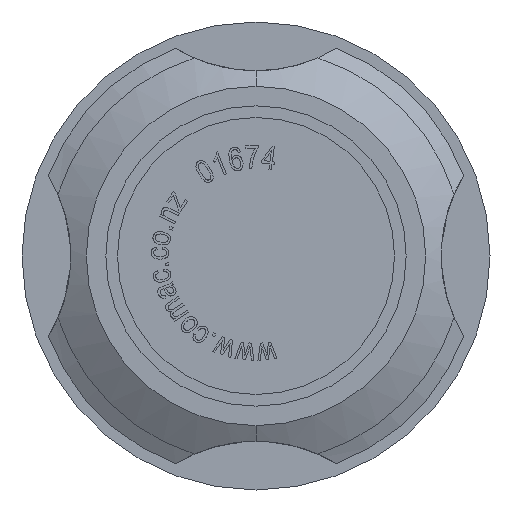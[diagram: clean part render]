
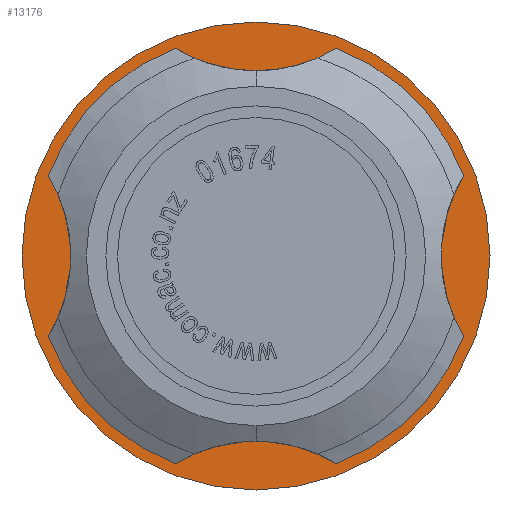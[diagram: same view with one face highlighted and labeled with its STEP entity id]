
A CAD part, front view. The second image highlights one B-rep face of the part: STEP entity #13176.
In plain terms, the highlighted planar face has unit normal (0, -1, 0).
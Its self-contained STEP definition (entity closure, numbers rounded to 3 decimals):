
#149 = AXIS2_PLACEMENT_3D ( 'NONE', #13946, #2542, #7147 ) ;
#435 = DIRECTION ( 'NONE',  ( 0., 1., 0. ) ) ;
#767 = EDGE_CURVE ( 'NONE', #2251, #5007, #7070, .T. ) ;
#1177 = CARTESIAN_POINT ( 'NONE',  ( 0., 34., 0. ) ) ;
#2251 = VERTEX_POINT ( 'NONE', #7255 ) ;
#2389 = CIRCLE ( 'NONE', #12827, 30. ) ;
#2415 = FACE_OUTER_BOUND ( 'NONE', #8269, .T. ) ;
#2537 = CARTESIAN_POINT ( 'NONE',  ( 0., 34., 19.25 ) ) ;
#2542 = DIRECTION ( 'NONE',  ( 0., 1., 0. ) ) ;
#2838 = ORIENTED_EDGE ( 'NONE', *, *, #10715, .F. ) ;
#2912 = CARTESIAN_POINT ( 'NONE',  ( 19.25, 34., 0. ) ) ;
#3157 = DIRECTION ( 'NONE',  ( 0., 0., 1. ) ) ;
#3364 = AXIS2_PLACEMENT_3D ( 'NONE', #2912, #12005, #3157 ) ;
#3907 = ORIENTED_EDGE ( 'NONE', *, *, #6454, .T. ) ;
#4010 = CARTESIAN_POINT ( 'NONE',  ( 0., 34., 30. ) ) ;
#4090 = CARTESIAN_POINT ( 'NONE',  ( 0., 34., 0. ) ) ;
#4473 = CARTESIAN_POINT ( 'NONE',  ( 0., 34., -30. ) ) ;
#4821 = AXIS2_PLACEMENT_3D ( 'NONE', #1177, #8293, #7153 ) ;
#5007 = VERTEX_POINT ( 'NONE', #2537 ) ;
#6454 = EDGE_CURVE ( 'NONE', #5007, #2251, #12622, .T. ) ;
#6630 = ORIENTED_EDGE ( 'NONE', *, *, #11297, .F. ) ;
#6848 = ORIENTED_EDGE ( 'NONE', *, *, #767, .T. ) ;
#7070 = CIRCLE ( 'NONE', #4821, 19.25 ) ;
#7147 = DIRECTION ( 'NONE',  ( 0., 0., 1. ) ) ;
#7153 = DIRECTION ( 'NONE',  ( 0., 0., 1. ) ) ;
#7255 = CARTESIAN_POINT ( 'NONE',  ( 0., 34., -19.25 ) ) ;
#7392 = CARTESIAN_POINT ( 'NONE',  ( 0., 34., 0. ) ) ;
#8269 = EDGE_LOOP ( 'NONE', ( #2838, #6630 ) ) ;
#8293 = DIRECTION ( 'NONE',  ( 0., 1., 0. ) ) ;
#8885 = DIRECTION ( 'NONE',  ( 0., 1., 0. ) ) ;
#10562 = EDGE_LOOP ( 'NONE', ( #3907, #6848 ) ) ;
#10715 = EDGE_CURVE ( 'NONE', #12432, #12119, #2389, .T. ) ;
#11297 = EDGE_CURVE ( 'NONE', #12119, #12432, #14390, .T. ) ;
#11325 = FACE_BOUND ( 'NONE', #10562, .T. ) ;
#12005 = DIRECTION ( 'NONE',  ( 0., 1., 0. ) ) ;
#12119 = VERTEX_POINT ( 'NONE', #4473 ) ;
#12217 = DIRECTION ( 'NONE',  ( 0., 0., 1. ) ) ;
#12432 = VERTEX_POINT ( 'NONE', #4010 ) ;
#12622 = CIRCLE ( 'NONE', #13229, 19.25 ) ;
#12827 = AXIS2_PLACEMENT_3D ( 'NONE', #7392, #435, #14413 ) ;
#13176 = ADVANCED_FACE ( 'NONE', ( #2415, #11325 ), #14458, .F. ) ;
#13229 = AXIS2_PLACEMENT_3D ( 'NONE', #4090, #8885, #12217 ) ;
#13946 = CARTESIAN_POINT ( 'NONE',  ( 0., 34., 0. ) ) ;
#14390 = CIRCLE ( 'NONE', #149, 30. ) ;
#14413 = DIRECTION ( 'NONE',  ( 0., 0., 1. ) ) ;
#14458 = PLANE ( 'NONE',  #3364 ) ;
